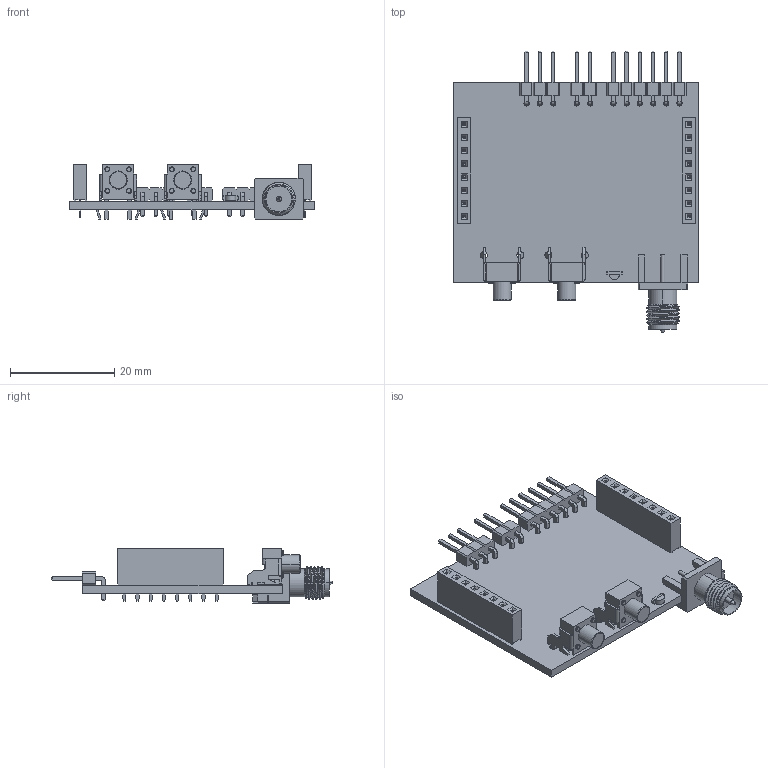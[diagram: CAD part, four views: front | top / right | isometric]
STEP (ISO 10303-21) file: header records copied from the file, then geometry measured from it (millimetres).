
FILE_DESCRIPTION(('FreeCAD Model'),'2;1');
FILE_NAME('Open_CASCADE_STEP_translator_6_9_1_cp.step', '2020-04-07T17:07:32',('kicad StepUp'),('ksu MCAD'), 'Open CASCADE STEP processor 7.3','FreeCAD','Unknown');
FILE_SCHEMA(('AUTOMOTIVE_DESIGN { 1 0 10303 214 1 1 1 1 }'));
Length unit declared in the file: millimetre
Products named in the file (1): Open_CASCADE_STEP_translator_6_9_1_cp
Bounding box: 47 x 54.16 x 10.58 mm (x, y, z)
Volume: 4413.3 mm3; surface area: 7135.1 mm2
Topology: 18 solids, 18 shells, 1310 faces, 3424 edges, 2230 vertices
Faces by surface type: plane 1139, cylinder 141, bspline 22, cone 8
Full cylindrical faces by diameter (mm): 1 x27, 1.041 x4, 1.351 x4
Entity records: 50019 total; most frequent: CARTESIAN_POINT 8563, ORIENTED_EDGE 6848, DIRECTION 6190, EDGE_CURVE 3424, LINE 3036, VECTOR 3036, VERTEX_POINT 2230, AXIS2_PLACEMENT_3D 1577
